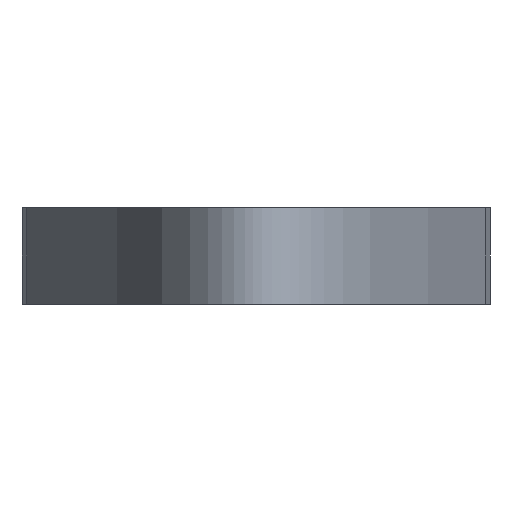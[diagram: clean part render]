
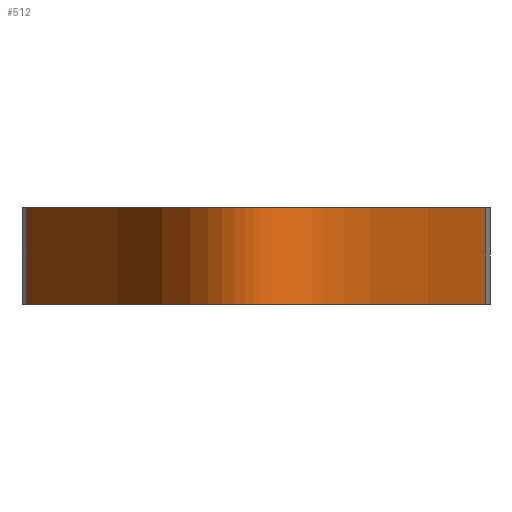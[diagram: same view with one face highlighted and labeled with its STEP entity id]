
A CAD part, left-side view. The second image highlights one B-rep face of the part: STEP entity #512.
In plain terms, the highlighted free-form (B-spline) face has degree [2, 1] with [3, 2] control points.
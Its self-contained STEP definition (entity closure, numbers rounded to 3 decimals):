
#15=B_SPLINE_SURFACE_WITH_KNOTS('',2,1,((#877,#878),(#879,#880),(#881,#882)),
 .UNSPECIFIED.,.F.,.F.,.F.,(3,3),(2,2),(936.282,968.9),
(0.,0.3),.UNSPECIFIED.);
#32=B_SPLINE_CURVE_WITH_KNOTS('',2,(#799,#800,#801),.UNSPECIFIED.,.F.,.F.,
(3,3),(936.282,968.9),.UNSPECIFIED.);
#33=B_SPLINE_CURVE_WITH_KNOTS('',2,(#839,#840,#841),.UNSPECIFIED.,.F.,.F.,
(3,3),(936.282,968.9),.UNSPECIFIED.);
#95=FACE_OUTER_BOUND('',#137,.T.);
#137=EDGE_LOOP('',(#438,#439,#440,#441));
#176=LINE('',#876,#214);
#177=LINE('',#883,#215);
#214=VECTOR('',#714,10.);
#215=VECTOR('',#715,10.);
#243=VERTEX_POINT('',#796);
#244=VERTEX_POINT('',#798);
#259=VERTEX_POINT('',#837);
#260=VERTEX_POINT('',#838);
#296=EDGE_CURVE('',#243,#244,#32,.T.);
#315=EDGE_CURVE('',#259,#260,#33,.T.);
#334=EDGE_CURVE('',#259,#243,#176,.T.);
#335=EDGE_CURVE('',#260,#244,#177,.T.);
#438=ORIENTED_EDGE('',*,*,#296,.F.);
#439=ORIENTED_EDGE('',*,*,#334,.F.);
#440=ORIENTED_EDGE('',*,*,#315,.T.);
#441=ORIENTED_EDGE('',*,*,#335,.T.);
#512=ADVANCED_FACE('',(#95),#15,.T.);
#714=DIRECTION('',(0.,0.,1.));
#715=DIRECTION('',(0.,0.,1.));
#796=CARTESIAN_POINT('',(-57.688,7.107,3.));
#798=CARTESIAN_POINT('',(-57.688,-7.107,3.));
#799=CARTESIAN_POINT('Ctrl Pts',(-57.688,7.107,3.));
#800=CARTESIAN_POINT('Ctrl Pts',(-85.312,0.,3.));
#801=CARTESIAN_POINT('Ctrl Pts',(-57.688,-7.107,3.));
#837=CARTESIAN_POINT('',(-57.688,7.107,0.));
#838=CARTESIAN_POINT('',(-57.688,-7.107,0.));
#839=CARTESIAN_POINT('Ctrl Pts',(-57.688,7.107,0.));
#840=CARTESIAN_POINT('Ctrl Pts',(-85.312,0.,0.));
#841=CARTESIAN_POINT('Ctrl Pts',(-57.688,-7.107,0.));
#876=CARTESIAN_POINT('',(-57.688,7.107,0.));
#877=CARTESIAN_POINT('Ctrl Pts',(-57.688,7.107,0.));
#878=CARTESIAN_POINT('Ctrl Pts',(-57.688,7.107,3.));
#879=CARTESIAN_POINT('Ctrl Pts',(-85.312,0.,
0.));
#880=CARTESIAN_POINT('Ctrl Pts',(-85.312,0.,
3.));
#881=CARTESIAN_POINT('Ctrl Pts',(-57.688,-7.107,0.));
#882=CARTESIAN_POINT('Ctrl Pts',(-57.688,-7.107,3.));
#883=CARTESIAN_POINT('',(-57.688,-7.107,0.));
